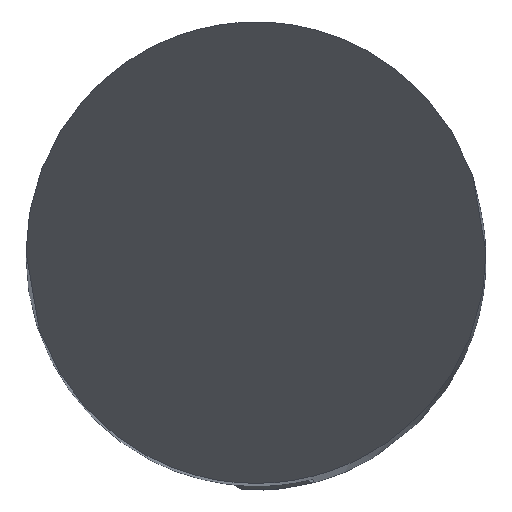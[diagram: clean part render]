
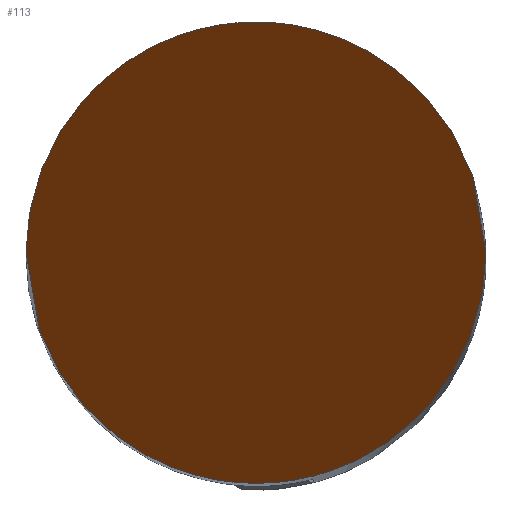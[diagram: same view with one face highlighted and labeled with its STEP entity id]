
A CAD part, top view. The second image highlights one B-rep face of the part: STEP entity #113.
In plain terms, the highlighted planar face has unit normal (0, -0.866, 0.5).
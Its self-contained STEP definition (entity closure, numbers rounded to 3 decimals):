
#56=PLANE('',#577);
#113=ADVANCED_FACE('',(#149),#56,.T.);
#149=FACE_OUTER_BOUND('',#178,.T.);
#178=EDGE_LOOP('',(#279,#280));
#279=ORIENTED_EDGE('',*,*,#452,.T.);
#280=ORIENTED_EDGE('',*,*,#430,.T.);
#380=VERTEX_POINT('',#906);
#381=VERTEX_POINT('',#907);
#430=EDGE_CURVE('',#380,#381,#518,.T.);
#452=EDGE_CURVE('',#381,#380,#522,.T.);
#518=(
BOUNDED_CURVE()
B_SPLINE_CURVE(3,(#902,#903,#904,#905),.UNSPECIFIED.,.F.,.F.)
B_SPLINE_CURVE_WITH_KNOTS((4,4),(0.,1.),.UNSPECIFIED.)
CURVE()
GEOMETRIC_REPRESENTATION_ITEM()
RATIONAL_B_SPLINE_CURVE((1.,0.333,0.333,1.))
REPRESENTATION_ITEM('')
);
#522=(
BOUNDED_CURVE()
B_SPLINE_CURVE(3,(#999,#1000,#1001,#1002),.UNSPECIFIED.,.F.,.F.)
B_SPLINE_CURVE_WITH_KNOTS((4,4),(0.,1.),.UNSPECIFIED.)
CURVE()
GEOMETRIC_REPRESENTATION_ITEM()
RATIONAL_B_SPLINE_CURVE((1.,0.333,0.333,1.))
REPRESENTATION_ITEM('')
);
#577=AXIS2_PLACEMENT_3D('',#1036,#655,#656);
#655=DIRECTION('',(0.,-0.866,0.5));
#656=DIRECTION('',(0.,0.5,0.866));
#902=CARTESIAN_POINT('',(2.5,0.,0.));
#903=CARTESIAN_POINT('',(2.5,5.,8.66));
#904=CARTESIAN_POINT('',(-2.5,5.,8.66));
#905=CARTESIAN_POINT('',(-2.5,0.,0.));
#906=CARTESIAN_POINT('',(2.5,0.,0.));
#907=CARTESIAN_POINT('',(-2.5,0.,0.));
#999=CARTESIAN_POINT('',(-2.5,0.,0.));
#1000=CARTESIAN_POINT('',(-2.5,-5.,-8.66));
#1001=CARTESIAN_POINT('',(2.5,-5.,-8.66));
#1002=CARTESIAN_POINT('',(2.5,0.,0.));
#1036=CARTESIAN_POINT('',(-68.205,2.5,4.33));
